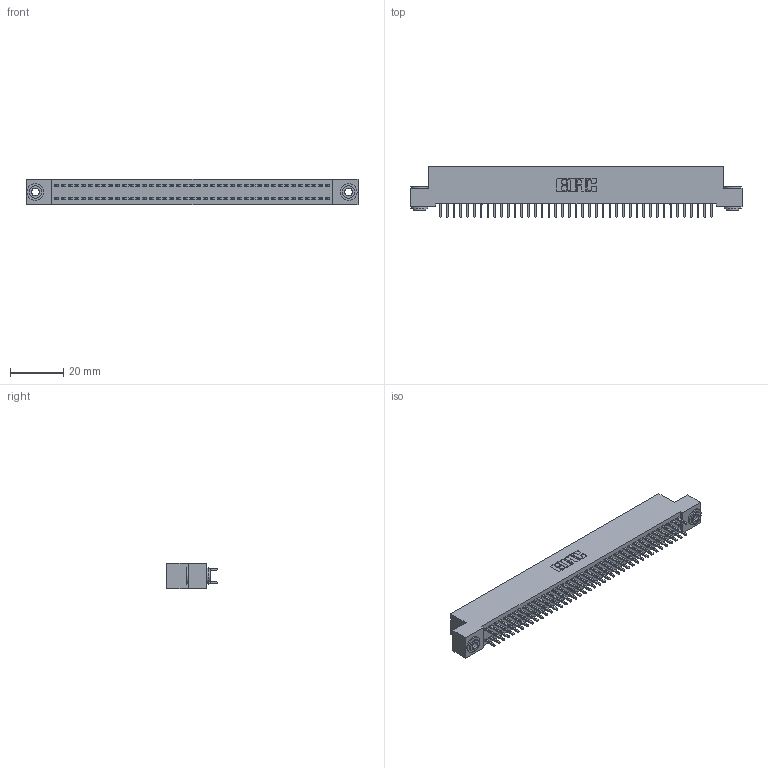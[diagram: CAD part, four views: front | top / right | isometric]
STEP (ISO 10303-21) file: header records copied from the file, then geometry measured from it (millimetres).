
FILE_DESCRIPTION (( 'STEP AP203' ), '1' );
FILE_NAME ('392-082-521-203.STEP', '2018-08-18T03:28:18', ( '' ), ( '' ), 'SwSTEP 2.0', 'SolidWorks 2016', '' );
FILE_SCHEMA (( 'CONFIG_CONTROL_DESIGN' ));
Length unit declared in the file: inch
Products named in the file (4): 345-292-001_345-293-121; 342-250-002_345-250-002-102; 392-082-521-203; 342 Part_.156 TH
Assembly tree (85 placements, depth 2):
  392-082-521-203
    342 Part_.156 TH
    345-292-001_345-293-121  x82
    342-250-002_345-250-002-102  x2
Bounding box: 124.46 x 19.06 x 9.4 mm (x, y, z)
Volume: 11167.3 mm3; surface area: 18140.5 mm2
Topology: 85 solids, 85 shells, 4412 faces, 13085 edges, 8610 vertices
Faces by surface type: plane 3028, cylinder 1376, cone 8
Entity records: 27042 total; most frequent: CARTESIAN_POINT 4457, ORIENTED_EDGE 4386, DIRECTION 3843, EDGE_CURVE 2193, VECTOR 2041, LINE 2041, VERTEX_POINT 1458, AXIS2_PLACEMENT_3D 901
